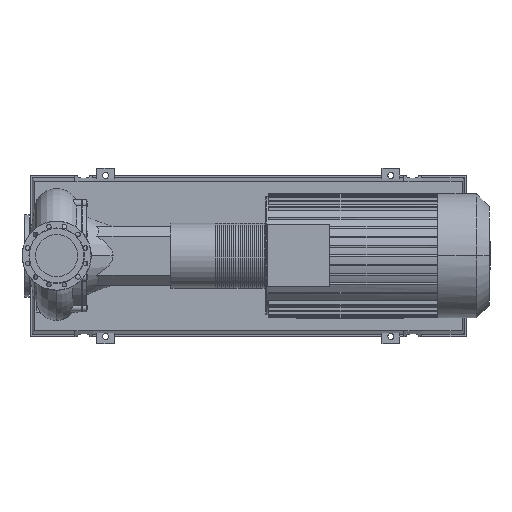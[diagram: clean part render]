
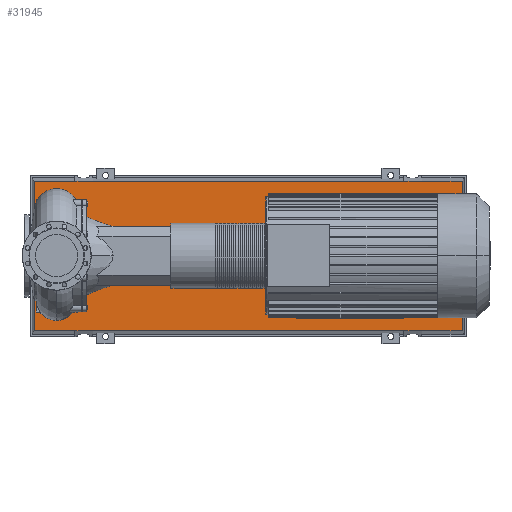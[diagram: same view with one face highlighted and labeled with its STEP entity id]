
A CAD part, top view. The second image highlights one B-rep face of the part: STEP entity #31945.
In plain terms, the highlighted free-form (B-spline) face has degree [1, 1] with [2, 2] control points.
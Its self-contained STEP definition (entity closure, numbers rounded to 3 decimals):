
#29346=CARTESIAN_POINT('',(1703.5,366.0,123.0));
#29347=VERTEX_POINT('',#29346);
#29354=CARTESIAN_POINT('',(1790.5,366.0,123.0));
#29355=VERTEX_POINT('',#29354);
#29356=CARTESIAN_POINT('',(1703.5,366.0,123.0));
#29357=DIRECTION('',(1.0,0.0,0.0));
#29358=VECTOR('',#29357,87.0);
#29359=LINE('',#29356,#29358);
#29360=EDGE_CURVE('',#29347,#29355,#29359,.T.);
#29812=CARTESIAN_POINT('',(176.5,366.0,123.0));
#29813=VERTEX_POINT('',#29812);
#29820=CARTESIAN_POINT('',(176.5,366.0,123.0));
#29821=DIRECTION('',(1.0,0.0,0.0));
#29822=VECTOR('',#29821,1527.0);
#29823=LINE('',#29820,#29822);
#29824=EDGE_CURVE('',#29813,#29347,#29823,.T.);
#30172=CARTESIAN_POINT('',(89.5,366.0,123.0));
#30173=VERTEX_POINT('',#30172);
#30180=CARTESIAN_POINT('',(89.5,366.0,123.0));
#30181=DIRECTION('',(1.0,0.0,0.0));
#30182=VECTOR('',#30181,87.);
#30183=LINE('',#30180,#30182);
#30184=EDGE_CURVE('',#30173,#29813,#30183,.T.);
#30243=CARTESIAN_POINT('',(1990.0,366.0,123.0));
#30244=VERTEX_POINT('',#30243);
#30245=CARTESIAN_POINT('',(1790.5,366.0,123.0));
#30246=DIRECTION('',(1.0,0.0,0.0));
#30247=VECTOR('',#30246,199.5);
#30248=LINE('',#30245,#30247);
#30249=EDGE_CURVE('',#29355,#30244,#30248,.T.);
#30275=CARTESIAN_POINT('',(-110.,366.0,123.0));
#30276=VERTEX_POINT('',#30275);
#30283=CARTESIAN_POINT('',(-110.,366.0,123.0));
#30284=DIRECTION('',(1.0,0.0,0.0));
#30285=VECTOR('',#30284,199.5);
#30286=LINE('',#30283,#30285);
#30287=EDGE_CURVE('',#30276,#30173,#30286,.T.);
#30520=CARTESIAN_POINT('',(1790.5,-366.0,123.0));
#30521=VERTEX_POINT('',#30520);
#30528=CARTESIAN_POINT('',(1703.5,-366.0,123.0));
#30529=VERTEX_POINT('',#30528);
#30530=CARTESIAN_POINT('',(1703.5,-366.0,123.0));
#30531=DIRECTION('',(1.0,0.0,0.0));
#30532=VECTOR('',#30531,87.0);
#30533=LINE('',#30530,#30532);
#30534=EDGE_CURVE('',#30529,#30521,#30533,.T.);
#30754=CARTESIAN_POINT('',(1990.0,-366.0,123.0));
#30755=VERTEX_POINT('',#30754);
#30762=CARTESIAN_POINT('',(1790.5,-366.0,123.0));
#30763=DIRECTION('',(1.0,0.0,0.0));
#30764=VECTOR('',#30763,199.5);
#30765=LINE('',#30762,#30764);
#30766=EDGE_CURVE('',#30521,#30755,#30765,.T.);
#30883=CARTESIAN_POINT('',(176.5,-366.0,123.0));
#30884=VERTEX_POINT('',#30883);
#30891=CARTESIAN_POINT('',(89.5,-366.0,123.0));
#30892=VERTEX_POINT('',#30891);
#30893=CARTESIAN_POINT('',(89.5,-366.0,123.0));
#30894=DIRECTION('',(1.0,0.0,0.0));
#30895=VECTOR('',#30894,87.);
#30896=LINE('',#30893,#30895);
#30897=EDGE_CURVE('',#30892,#30884,#30896,.T.);
#31008=CARTESIAN_POINT('',(-110.,-366.0,123.0));
#31009=VERTEX_POINT('',#31008);
#31010=CARTESIAN_POINT('',(-110.,-366.0,123.0));
#31011=DIRECTION('',(1.0,0.0,0.0));
#31012=VECTOR('',#31011,199.5);
#31013=LINE('',#31010,#31012);
#31014=EDGE_CURVE('',#31009,#30892,#31013,.T.);
#31032=CARTESIAN_POINT('',(176.5,-366.0,123.0));
#31033=DIRECTION('',(1.0,0.0,0.0));
#31034=VECTOR('',#31033,1527.0);
#31035=LINE('',#31032,#31034);
#31036=EDGE_CURVE('',#30884,#30529,#31035,.T.);
#31916=CARTESIAN_POINT('',(-110.0,-366.0,123.));
#31917=CARTESIAN_POINT('',(1990.0,-366.0,123.));
#31918=CARTESIAN_POINT('',(-110.0,366.0,123.));
#31919=CARTESIAN_POINT('',(1990.0,366.0,123.));
#31920=B_SPLINE_SURFACE_WITH_KNOTS('',1,1,((#31916,#31918),(#31917,#31919)),.UNSPECIFIED.,.F.,.F.,.U.,(2,2),(2,2),(0.0,2100.0),(0.0,732.0),.UNSPECIFIED.);
#31921=CARTESIAN_POINT('',(1990.0,366.0,123.0));
#31922=DIRECTION('',(0.0,-1.0,0.0));
#31923=VECTOR('',#31922,732.0);
#31924=LINE('',#31921,#31923);
#31925=EDGE_CURVE('',#30244,#30755,#31924,.T.);
#31926=ORIENTED_EDGE('',*,*,#31925,.F.);
#31927=ORIENTED_EDGE('',*,*,#30249,.F.);
#31928=ORIENTED_EDGE('',*,*,#29360,.F.);
#31929=ORIENTED_EDGE('',*,*,#29824,.F.);
#31930=ORIENTED_EDGE('',*,*,#30184,.F.);
#31931=ORIENTED_EDGE('',*,*,#30287,.F.);
#31932=CARTESIAN_POINT('',(-110.,366.0,123.0));
#31933=DIRECTION('',(0.0,-1.0,0.0));
#31934=VECTOR('',#31933,732.0);
#31935=LINE('',#31932,#31934);
#31936=EDGE_CURVE('',#30276,#31009,#31935,.T.);
#31937=ORIENTED_EDGE('',*,*,#31936,.T.);
#31938=ORIENTED_EDGE('',*,*,#31014,.T.);
#31939=ORIENTED_EDGE('',*,*,#30897,.T.);
#31940=ORIENTED_EDGE('',*,*,#31036,.T.);
#31941=ORIENTED_EDGE('',*,*,#30534,.T.);
#31942=ORIENTED_EDGE('',*,*,#30766,.T.);
#31943=EDGE_LOOP('',(#31926,#31927,#31928,#31929,#31930,#31931,#31937,#31938,#31939,#31940,#31941,#31942));
#31944=FACE_OUTER_BOUND('',#31943,.T.);
#31945=ADVANCED_FACE('',(#31944),#31920,.T.);
